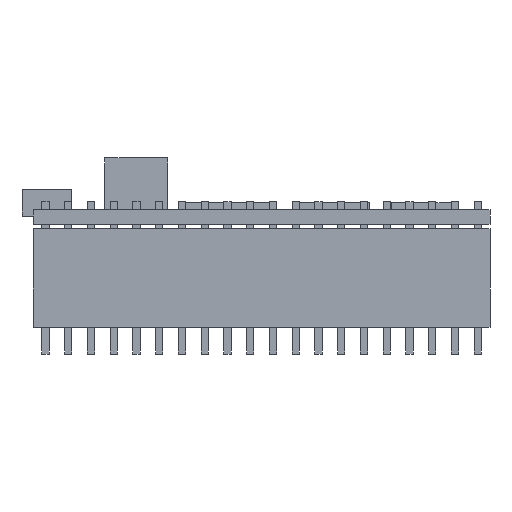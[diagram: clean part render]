
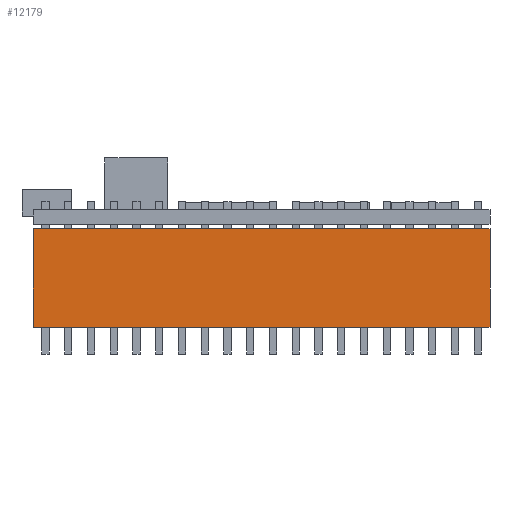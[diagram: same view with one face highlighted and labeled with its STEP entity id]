
A CAD part, front view. The second image highlights one B-rep face of the part: STEP entity #12179.
In plain terms, the highlighted planar face has unit normal (0, -1, 0).
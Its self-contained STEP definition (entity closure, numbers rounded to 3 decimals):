
#11809 = VERTEX_POINT('',#11810);
#11810 = CARTESIAN_POINT('',(-25.5,-8.255,11.5));
#11818 = EDGE_CURVE('',#11809,#11819,#11821,.T.);
#11819 = VERTEX_POINT('',#11820);
#11820 = CARTESIAN_POINT('',(25.5,-8.255,11.5));
#11821 = LINE('',#11822,#11823);
#11822 = CARTESIAN_POINT('',(-25.5,-8.255,11.5));
#11823 = VECTOR('',#11824,1.);
#11824 = DIRECTION('',(1.,0.,0.));
#12128 = EDGE_CURVE('',#12129,#11809,#12131,.T.);
#12129 = VERTEX_POINT('',#12130);
#12130 = CARTESIAN_POINT('',(-25.5,-8.255,0.5));
#12131 = LINE('',#12132,#12133);
#12132 = CARTESIAN_POINT('',(-25.5,-8.255,0.5));
#12133 = VECTOR('',#12134,1.);
#12134 = DIRECTION('',(0.,0.,1.));
#12179 = ADVANCED_FACE('',(#12180),#12198,.F.);
#12180 = FACE_BOUND('',#12181,.F.);
#12181 = EDGE_LOOP('',(#12182,#12190,#12191,#12192));
#12182 = ORIENTED_EDGE('',*,*,#12183,.F.);
#12183 = EDGE_CURVE('',#12129,#12184,#12186,.T.);
#12184 = VERTEX_POINT('',#12185);
#12185 = CARTESIAN_POINT('',(25.5,-8.255,0.5));
#12186 = LINE('',#12187,#12188);
#12187 = CARTESIAN_POINT('',(-25.5,-8.255,0.5));
#12188 = VECTOR('',#12189,1.);
#12189 = DIRECTION('',(1.,0.,0.));
#12190 = ORIENTED_EDGE('',*,*,#12128,.T.);
#12191 = ORIENTED_EDGE('',*,*,#11818,.T.);
#12192 = ORIENTED_EDGE('',*,*,#12193,.F.);
#12193 = EDGE_CURVE('',#12184,#11819,#12194,.T.);
#12194 = LINE('',#12195,#12196);
#12195 = CARTESIAN_POINT('',(25.5,-8.255,0.5));
#12196 = VECTOR('',#12197,1.);
#12197 = DIRECTION('',(0.,0.,1.));
#12198 = PLANE('',#12199);
#12199 = AXIS2_PLACEMENT_3D('',#12200,#12201,#12202);
#12200 = CARTESIAN_POINT('',(-25.5,-8.255,0.5));
#12201 = DIRECTION('',(0.,1.,0.));
#12202 = DIRECTION('',(0.,0.,1.));
